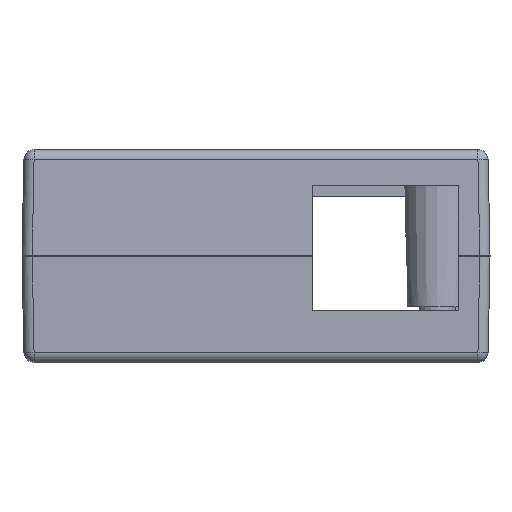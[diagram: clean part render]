
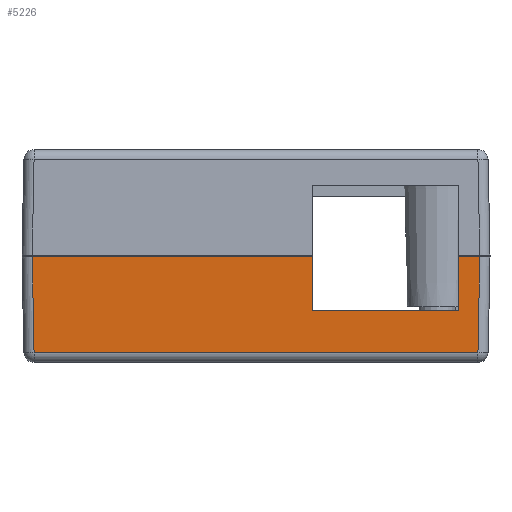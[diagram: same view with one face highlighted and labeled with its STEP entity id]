
A CAD part, left-side view. The second image highlights one B-rep face of the part: STEP entity #5226.
In plain terms, the highlighted planar face has unit normal (-1, 0, -0.019).
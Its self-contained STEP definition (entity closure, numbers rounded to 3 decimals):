
#394=FACE_OUTER_BOUND('',#696,.T.);
#696=EDGE_LOOP('',(#3522,#3523,#3524,#3525,#3526,#3527,#3528,#3529));
#1062=LINE('',#7368,#1629);
#1065=LINE('',#7374,#1632);
#1074=LINE('',#7391,#1641);
#1075=LINE('',#7393,#1642);
#1076=LINE('',#7395,#1643);
#1077=LINE('',#7397,#1644);
#1078=LINE('',#7399,#1645);
#1079=LINE('',#7400,#1646);
#1629=VECTOR('',#5977,10.);
#1632=VECTOR('',#5982,10.);
#1641=VECTOR('',#5995,10.);
#1642=VECTOR('',#5996,10.);
#1643=VECTOR('',#5997,10.);
#1644=VECTOR('',#5998,10.);
#1645=VECTOR('',#5999,10.);
#1646=VECTOR('',#6000,10.);
#2189=VERTEX_POINT('',#7365);
#2190=VERTEX_POINT('',#7367);
#2192=VERTEX_POINT('',#7373);
#2198=VERTEX_POINT('',#7390);
#2199=VERTEX_POINT('',#7392);
#2200=VERTEX_POINT('',#7394);
#2201=VERTEX_POINT('',#7396);
#2202=VERTEX_POINT('',#7398);
#2708=EDGE_CURVE('',#2190,#2189,#1062,.T.);
#2711=EDGE_CURVE('',#2192,#2190,#1065,.T.);
#2720=EDGE_CURVE('',#2198,#2189,#1074,.T.);
#2721=EDGE_CURVE('',#2199,#2198,#1075,.T.);
#2722=EDGE_CURVE('',#2200,#2199,#1076,.T.);
#2723=EDGE_CURVE('',#2200,#2201,#1077,.T.);
#2724=EDGE_CURVE('',#2201,#2202,#1078,.T.);
#2725=EDGE_CURVE('',#2202,#2192,#1079,.T.);
#3522=ORIENTED_EDGE('',*,*,#2711,.T.);
#3523=ORIENTED_EDGE('',*,*,#2708,.T.);
#3524=ORIENTED_EDGE('',*,*,#2720,.F.);
#3525=ORIENTED_EDGE('',*,*,#2721,.F.);
#3526=ORIENTED_EDGE('',*,*,#2722,.F.);
#3527=ORIENTED_EDGE('',*,*,#2723,.T.);
#3528=ORIENTED_EDGE('',*,*,#2724,.T.);
#3529=ORIENTED_EDGE('',*,*,#2725,.T.);
#5032=PLANE('',#5532);
#5226=ADVANCED_FACE('',(#394),#5032,.T.);
#5532=AXIS2_PLACEMENT_3D('',#7389,#5993,#5994);
#5977=DIRECTION('',(0.,1.,0.));
#5982=DIRECTION('',(-0.019,0.,1.));
#5993=DIRECTION('center_axis',(-1.,0.,
-0.019));
#5994=DIRECTION('ref_axis',(0.,-1.,0.));
#5995=DIRECTION('',(-0.019,0.019,1.));
#5996=DIRECTION('',(0.,1.,0.));
#5997=DIRECTION('',(0.019,0.019,-1.));
#5998=DIRECTION('',(0.,1.,0.));
#5999=DIRECTION('',(0.019,0.,-1.));
#6000=DIRECTION('',(0.,1.,0.));
#7365=CARTESIAN_POINT('',(-43.488,26.288,13.9));
#7367=CARTESIAN_POINT('',(-43.488,-6.632,13.9));
#7368=CARTESIAN_POINT('',(-43.488,9.753,13.9));
#7373=CARTESIAN_POINT('',(-43.366,-6.632,7.55));
#7374=CARTESIAN_POINT('',(-43.297,-6.632,3.924));
#7389=CARTESIAN_POINT('Origin',(-43.221,27.25,0.));
#7390=CARTESIAN_POINT('',(-43.273,26.073,2.677));
#7391=CARTESIAN_POINT('',(-43.206,26.006,-0.806));
#7392=CARTESIAN_POINT('',(-43.273,-26.073,2.677));
#7393=CARTESIAN_POINT('',(-43.273,13.625,2.677));
#7394=CARTESIAN_POINT('',(-43.488,-26.288,13.9));
#7395=CARTESIAN_POINT('',(-43.212,-26.012,-0.499));
#7396=CARTESIAN_POINT('',(-43.488,-23.815,13.9));
#7397=CARTESIAN_POINT('',(-43.488,0.674,13.9));
#7398=CARTESIAN_POINT('',(-43.366,-23.815,7.55));
#7399=CARTESIAN_POINT('',(-43.296,-23.815,3.91));
#7400=CARTESIAN_POINT('',(-43.366,9.753,7.55));
